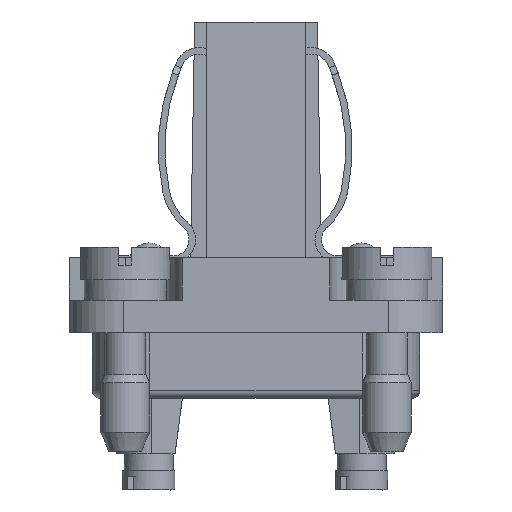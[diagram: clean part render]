
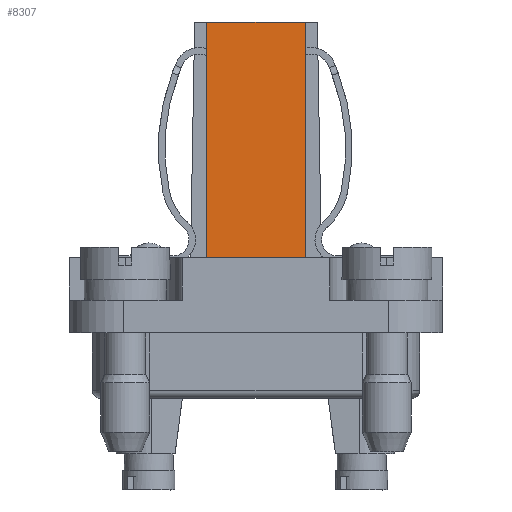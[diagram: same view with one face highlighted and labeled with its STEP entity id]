
A CAD part, left-side view. The second image highlights one B-rep face of the part: STEP entity #8307.
In plain terms, the highlighted planar face has unit normal (-1, 0, 0.018).
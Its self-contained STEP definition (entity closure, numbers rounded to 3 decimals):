
#7351=FACE_OUTER_BOUND('',#10482,.T.);
#8307=ADVANCED_FACE('',(#7351),#9419,.F.);
#9419=PLANE('',#29948);
#10482=EDGE_LOOP('',(#12486,#12487,#12488,#12489));
#12486=ORIENTED_EDGE('',*,*,#20154,.F.);
#12487=ORIENTED_EDGE('',*,*,#19839,.T.);
#12488=ORIENTED_EDGE('',*,*,#20381,.F.);
#12489=ORIENTED_EDGE('',*,*,#20382,.F.);
#17782=VERTEX_POINT('',#37924);
#17783=VERTEX_POINT('',#37926);
#18088=VERTEX_POINT('',#38686);
#18229=VERTEX_POINT('',#39152);
#19839=EDGE_CURVE('',#17783,#17782,#24610,.T.);
#20154=EDGE_CURVE('',#17783,#18088,#24883,.T.);
#20381=EDGE_CURVE('',#18229,#17782,#25100,.T.);
#20382=EDGE_CURVE('',#18088,#18229,#25101,.T.);
#24610=LINE('',#37925,#26563);
#24883=LINE('',#38685,#26836);
#25100=LINE('',#39151,#27053);
#25101=LINE('',#39153,#27054);
#26563=VECTOR('',#31893,1.);
#26836=VECTOR('',#32210,1.);
#27053=VECTOR('',#32603,1.);
#27054=VECTOR('',#32604,1.);
#29948=AXIS2_PLACEMENT_3D('',#39154,#32605,#32606);
#31893=DIRECTION('',(0.,-1.,0.));
#32210=DIRECTION('',(0.017,0.,1.));
#32603=DIRECTION('',(-0.017,0.,-1.));
#32604=DIRECTION('',(0.,-1.,0.));
#32605=DIRECTION('',(1.,0.,-0.017));
#32606=DIRECTION('',(0.017,0.,1.));
#37924=CARTESIAN_POINT('',(-21.5,-3.,4.6));
#37925=CARTESIAN_POINT('',(-21.5,2.5,4.6));
#37926=CARTESIAN_POINT('',(-21.5,3.,4.6));
#38685=CARTESIAN_POINT('',(-21.54,3.,2.299));
#38686=CARTESIAN_POINT('',(-21.249,3.,19.));
#39151=CARTESIAN_POINT('',(-21.5,-3.,4.6));
#39152=CARTESIAN_POINT('',(-21.249,-3.,19.));
#39153=CARTESIAN_POINT('',(-21.249,3.35,19.));
#39154=CARTESIAN_POINT('',(-21.5,3.35,4.6));
